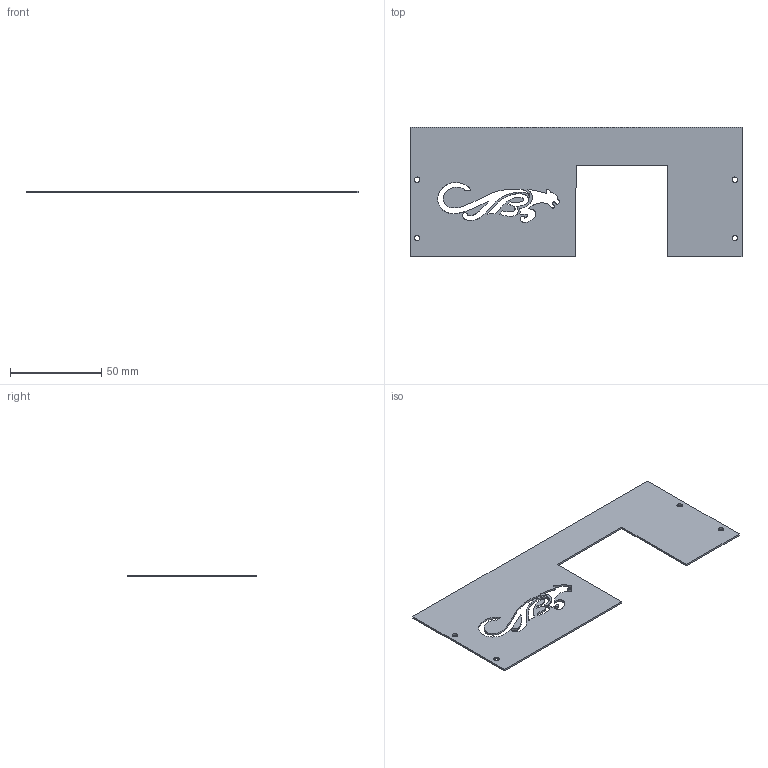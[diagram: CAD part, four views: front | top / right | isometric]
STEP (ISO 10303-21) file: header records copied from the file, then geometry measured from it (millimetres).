
FILE_DESCRIPTION (( 'STEP AP203' ), '1' );
FILE_NAME ('底部电池斜壳x1-碳板.STEP', '2024-11-05T11:17:02', ( '' ), ( '' ), 'SwSTEP 2.0', 'SolidWorks 2020', '' );
FILE_SCHEMA (( 'CONFIG_CONTROL_DESIGN' ));
Length unit declared in the file: millimetre
Products named in the file (1): 底部电池斜壳x1-碳板
Bounding box: 181.7 x 71 x 1 mm (x, y, z)
Volume: 9833 mm3; surface area: 20699.6 mm2
Topology: 1 solids, 1 shells, 137 faces, 405 edges, 270 vertices
Faces by surface type: bspline 113, plane 15, cylinder 9
Entity records: 5317 total; most frequent: CARTESIAN_POINT 2321, ORIENTED_EDGE 810, EDGE_CURVE 405, VERTEX_POINT 270, DIRECTION 246, B_SPLINE_CURVE_WITH_KNOTS 227, VECTOR 160, LINE 160
